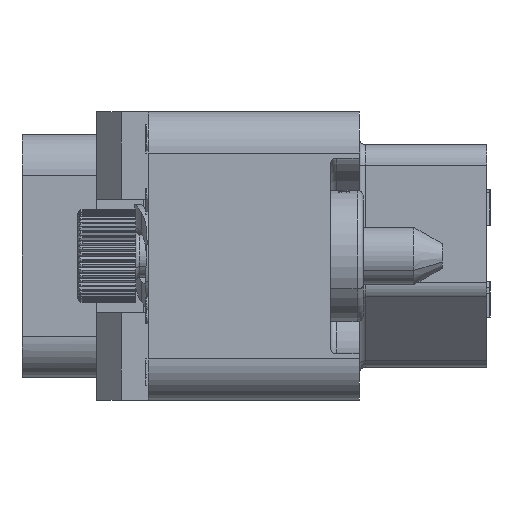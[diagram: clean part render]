
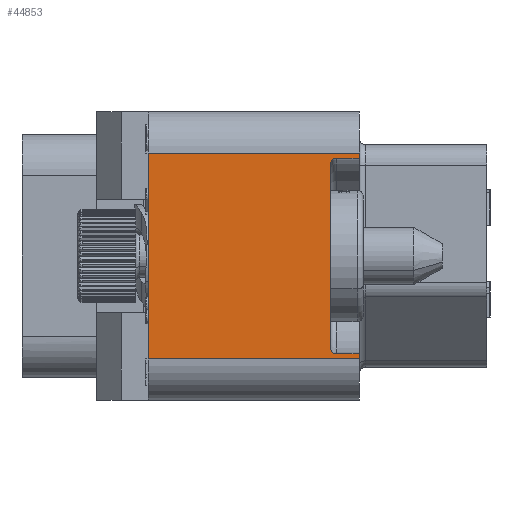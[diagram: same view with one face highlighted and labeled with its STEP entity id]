
A CAD part, left-side view. The second image highlights one B-rep face of the part: STEP entity #44853.
In plain terms, the highlighted planar face has unit normal (-1, 0, 0).
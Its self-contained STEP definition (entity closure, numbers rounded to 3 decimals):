
#1669=DIRECTION('',(0.,-1.,0.));
#1670=VECTOR('',#1669,10.25);
#1671=CARTESIAN_POINT('',(-40.,10.25,5.));
#1672=LINE('',#1671,#1670);
#1678=DIRECTION('',(0.,0.,1.));
#1679=VECTOR('',#1678,8.9);
#1680=CARTESIAN_POINT('',(-40.,1.4,-4.45));
#1681=LINE('',#1680,#1679);
#1682=DIRECTION('',(0.,1.,0.));
#1683=VECTOR('',#1682,1.1);
#1684=CARTESIAN_POINT('',(-40.,0.,-4.75));
#1685=LINE('',#1684,#1683);
#1686=DIRECTION('',(0.,0.,-1.));
#1687=VECTOR('',#1686,0.25);
#1688=CARTESIAN_POINT('',(-40.,0.,-4.75));
#1689=LINE('',#1688,#1687);
#1690=DIRECTION('',(0.,0.,-1.));
#1691=VECTOR('',#1690,0.25);
#1692=CARTESIAN_POINT('',(-40.,0.,5.));
#1693=LINE('',#1692,#1691);
#1694=DIRECTION('',(0.,1.,0.));
#1695=VECTOR('',#1694,1.1);
#1696=CARTESIAN_POINT('',(-40.,0.,4.75));
#1697=LINE('',#1696,#1695);
#1721=CARTESIAN_POINT('',(-40.,1.1,-4.45));
#1722=DIRECTION('',(1.,0.,0.));
#1723=DIRECTION('',(0.,0.,-1.));
#1724=AXIS2_PLACEMENT_3D('',#1721,#1722,#1723);
#1745=CARTESIAN_POINT('',(-40.,1.1,4.45));
#1746=DIRECTION('',(1.,0.,0.));
#1747=DIRECTION('',(0.,1.,0.));
#1748=AXIS2_PLACEMENT_3D('',#1745,#1746,#1747);
#2053=DIRECTION('',(0.,0.,-1.));
#2054=VECTOR('',#2053,10.);
#2055=CARTESIAN_POINT('',(-40.,10.25,5.));
#2056=LINE('',#2055,#2054);
#2594=DIRECTION('',(0.,1.,0.));
#2595=VECTOR('',#2594,10.25);
#2596=CARTESIAN_POINT('',(-40.,0.,-5.));
#2597=LINE('',#2596,#2595);
#35443=CARTESIAN_POINT('',(-40.,0.,5.));
#35444=VERTEX_POINT('',#35443);
#35445=CARTESIAN_POINT('',(-40.,10.25,5.));
#35446=VERTEX_POINT('',#35445);
#35451=CARTESIAN_POINT('',(-40.,10.25,-5.));
#35452=VERTEX_POINT('',#35451);
#35453=CARTESIAN_POINT('',(-40.,0.,-5.));
#35454=VERTEX_POINT('',#35453);
#35463=CARTESIAN_POINT('',(-40.,0.,-4.75));
#35465=VERTEX_POINT('',#35463);
#35469=CARTESIAN_POINT('',(-40.,0.,4.75));
#35470=VERTEX_POINT('',#35469);
#35680=CARTESIAN_POINT('',(-40.,1.4,-4.45));
#35682=VERTEX_POINT('',#35680);
#35684=CARTESIAN_POINT('',(-40.,1.1,-4.75));
#35686=VERTEX_POINT('',#35684);
#35691=CARTESIAN_POINT('',(-40.,1.4,4.45));
#35692=VERTEX_POINT('',#35691);
#35693=CARTESIAN_POINT('',(-40.,1.1,4.75));
#35694=VERTEX_POINT('',#35693);
#44829=CARTESIAN_POINT('',(-40.,0.,7.));
#44830=DIRECTION('',(-1.,0.,0.));
#44831=DIRECTION('',(0.,1.,0.));
#44832=AXIS2_PLACEMENT_3D('',#44829,#44830,#44831);
#44833=PLANE('',#44832);
#44835=ORIENTED_EDGE('',*,*,#44834,.F.);
#44837=ORIENTED_EDGE('',*,*,#44836,.F.);
#44839=ORIENTED_EDGE('',*,*,#44838,.F.);
#44840=ORIENTED_EDGE('',*,*,#44639,.T.);
#44842=ORIENTED_EDGE('',*,*,#44841,.T.);
#44844=ORIENTED_EDGE('',*,*,#44843,.F.);
#44845=ORIENTED_EDGE('',*,*,#44822,.T.);
#44846=ORIENTED_EDGE('',*,*,#44647,.T.);
#44848=ORIENTED_EDGE('',*,*,#44847,.T.);
#44850=ORIENTED_EDGE('',*,*,#44849,.F.);
#44851=EDGE_LOOP('',(#44835,#44837,#44839,#44840,#44842,#44844,#44845,#44846,
#44848,#44850));
#44852=FACE_OUTER_BOUND('',#44851,.F.);
#44853=ADVANCED_FACE('',(#44852),#44833,.T.);
#1725=CIRCLE('',#1724,0.3);
#1749=CIRCLE('',#1748,0.3);
#44639=EDGE_CURVE('',#35465,#35454,#1689,.T.);
#44647=EDGE_CURVE('',#35444,#35470,#1693,.T.);
#44822=EDGE_CURVE('',#35446,#35444,#1672,.T.);
#44834=EDGE_CURVE('',#35682,#35692,#1681,.T.);
#44836=EDGE_CURVE('',#35686,#35682,#1725,.T.);
#44838=EDGE_CURVE('',#35465,#35686,#1685,.T.);
#44841=EDGE_CURVE('',#35454,#35452,#2597,.T.);
#44843=EDGE_CURVE('',#35446,#35452,#2056,.T.);
#44847=EDGE_CURVE('',#35470,#35694,#1697,.T.);
#44849=EDGE_CURVE('',#35692,#35694,#1749,.T.);
